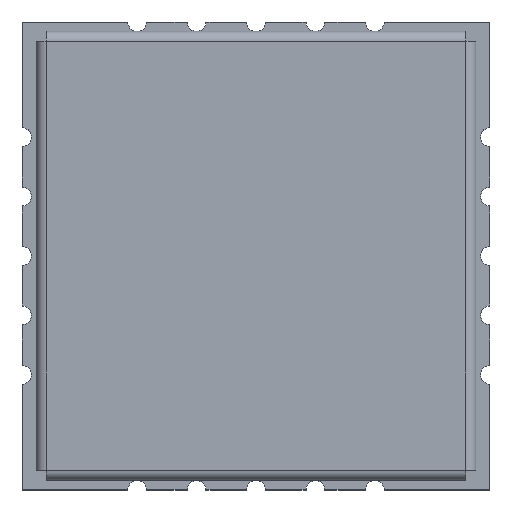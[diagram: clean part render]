
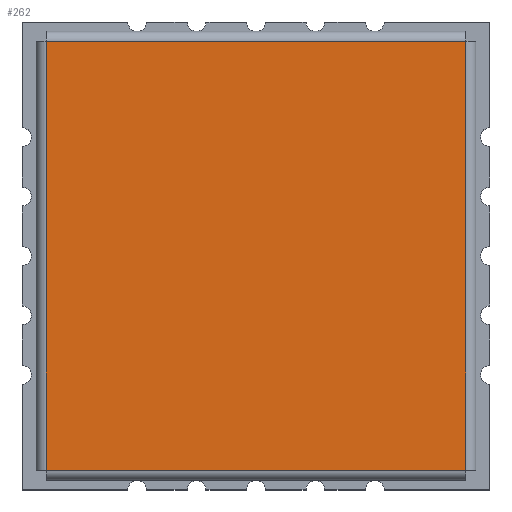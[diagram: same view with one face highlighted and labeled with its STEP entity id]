
A CAD part, top view. The second image highlights one B-rep face of the part: STEP entity #262.
In plain terms, the highlighted face is planar.
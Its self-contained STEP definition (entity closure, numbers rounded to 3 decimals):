
#262 = ADVANCED_FACE('',(#263),#297,.F.);
#263 = FACE_BOUND('',#264,.T.);
#264 = EDGE_LOOP('',(#265,#275,#283,#291));
#265 = ORIENTED_EDGE('',*,*,#266,.T.);
#266 = EDGE_CURVE('',#267,#269,#271,.T.);
#267 = VERTEX_POINT('',#268);
#268 = CARTESIAN_POINT('',(-4.48,0.,4.58));
#269 = VERTEX_POINT('',#270);
#270 = CARTESIAN_POINT('',(4.48,0.,4.58));
#271 = LINE('',#272,#273);
#272 = CARTESIAN_POINT('',(-4.486,0.,4.58));
#273 = VECTOR('',#274,1.);
#274 = DIRECTION('',(1.,0.,0.));
#275 = ORIENTED_EDGE('',*,*,#276,.T.);
#276 = EDGE_CURVE('',#269,#277,#279,.T.);
#277 = VERTEX_POINT('',#278);
#278 = CARTESIAN_POINT('',(4.48,0.,-4.58));
#279 = LINE('',#280,#281);
#280 = CARTESIAN_POINT('',(4.48,0.,4.586));
#281 = VECTOR('',#282,1.);
#282 = DIRECTION('',(-0.,-0.,-1.));
#283 = ORIENTED_EDGE('',*,*,#284,.T.);
#284 = EDGE_CURVE('',#277,#285,#287,.T.);
#285 = VERTEX_POINT('',#286);
#286 = CARTESIAN_POINT('',(-4.48,0.,-4.58));
#287 = LINE('',#288,#289);
#288 = CARTESIAN_POINT('',(4.486,0.,-4.58));
#289 = VECTOR('',#290,1.);
#290 = DIRECTION('',(-1.,0.,0.));
#291 = ORIENTED_EDGE('',*,*,#292,.T.);
#292 = EDGE_CURVE('',#285,#267,#293,.T.);
#293 = LINE('',#294,#295);
#294 = CARTESIAN_POINT('',(-4.48,0.,-4.586));
#295 = VECTOR('',#296,1.);
#296 = DIRECTION('',(-0.,-0.,1.));
#297 = PLANE('',#298);
#298 = AXIS2_PLACEMENT_3D('',#299,#300,#301);
#299 = CARTESIAN_POINT('',(0.,0.,0.));
#300 = DIRECTION('',(0.,-1.,0.));
#301 = DIRECTION('',(0.,-0.,-1.));
